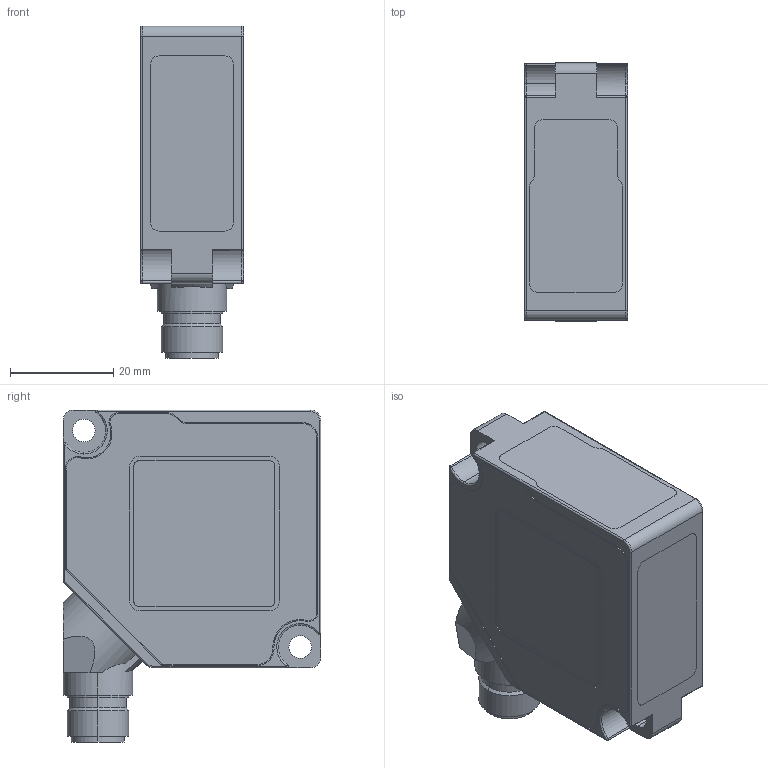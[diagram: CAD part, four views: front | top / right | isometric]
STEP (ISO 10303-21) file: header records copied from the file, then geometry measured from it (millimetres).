
FILE_DESCRIPTION (( 'STEP AP214' ), '1' );
FILE_NAME ('OPT2011.STEP', '2014-02-11T14:58:34', ( '' ), ( '' ), 'SwSTEP 2.0', 'SolidWorks 2013', '' );
FILE_SCHEMA (( 'AUTOMOTIVE_DESIGN' ));
Length unit declared in the file: millimetre
Products named in the file (1): OPT2011
Bounding box: 20 x 50 x 64.43 mm (x, y, z)
Volume: 47209.1 mm3; surface area: 17842 mm2
Topology: 13 solids, 13 shells, 344 faces, 885 edges, 571 vertices
Faces by surface type: cylinder 185, plane 136, torus 10, sphere 10, cone 2, bspline 1
Entity records: 13258 total; most frequent: CARTESIAN_POINT 2061, DIRECTION 1929, ORIENTED_EDGE 1746, EDGE_CURVE 873, AXIS2_PLACEMENT_3D 731, VERTEX_POINT 567, VECTOR 467, LINE 467
